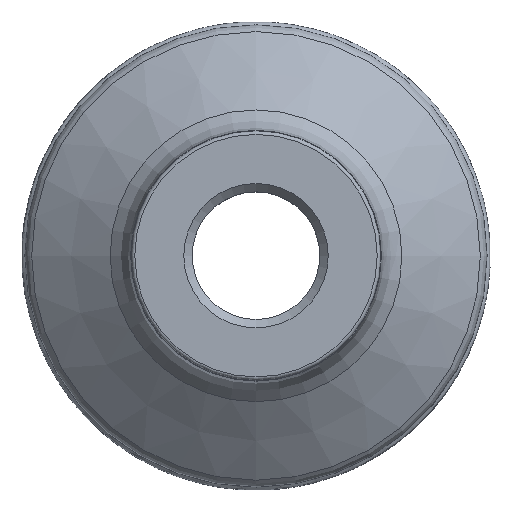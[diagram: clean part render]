
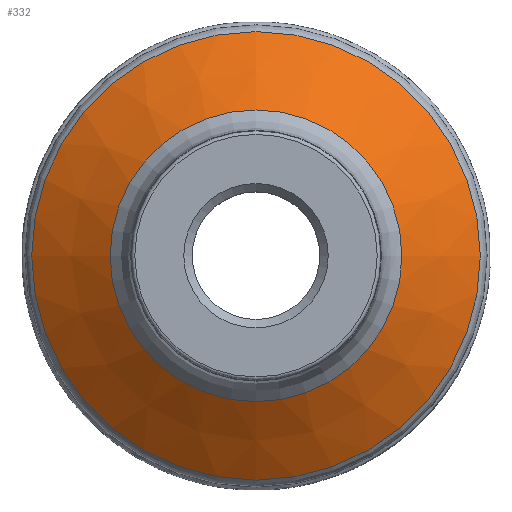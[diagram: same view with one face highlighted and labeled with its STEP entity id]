
A CAD part, top view. The second image highlights one B-rep face of the part: STEP entity #332.
In plain terms, the highlighted conical face has half-angle 53.644 degrees and reference radius 69 mm.
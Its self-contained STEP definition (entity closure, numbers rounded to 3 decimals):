
#101=CONICAL_SURFACE('',#653,69.,53.644);
#135=EDGE_LOOP('',(#199));
#136=EDGE_LOOP('',(#200));
#199=ORIENTED_EDGE('',*,*,#262,.T.);
#200=ORIENTED_EDGE('',*,*,#263,.T.);
#262=EDGE_CURVE('',#441,#441,#294,.T.);
#263=EDGE_CURVE('',#442,#442,#295,.T.);
#294=CIRCLE('',#651,66.964);
#295=CIRCLE('',#652,43.551);
#332=ADVANCED_FACE('SU_5',(#376,#377),#101,.T.);
#376=FACE_BOUND('',#135,.T.);
#377=FACE_BOUND('',#136,.T.);
#441=VERTEX_POINT('',#9533);
#442=VERTEX_POINT('',#9535);
#651=AXIS2_PLACEMENT_3D('',#9532,#781,#782);
#652=AXIS2_PLACEMENT_3D('',#9534,#783,#784);
#653=AXIS2_PLACEMENT_3D('',#9536,#785,#786);
#781=DIRECTION('',(0.,0.,1.));
#782=DIRECTION('',(1.,0.,0.));
#783=DIRECTION('',(0.,0.,-1.));
#784=DIRECTION('',(-1.,0.,0.));
#785=DIRECTION('',(0.,0.,-1.));
#786=DIRECTION('',(-1.,0.,0.));
#9532=CARTESIAN_POINT('',(0.,0.,-43.973));
#9533=CARTESIAN_POINT('',(66.964,0.,-43.973));
#9534=CARTESIAN_POINT('',(0.,0.,-26.739));
#9535=CARTESIAN_POINT('',(-43.551,0.,-26.739));
#9536=CARTESIAN_POINT('',(0.,0.,-45.472));
